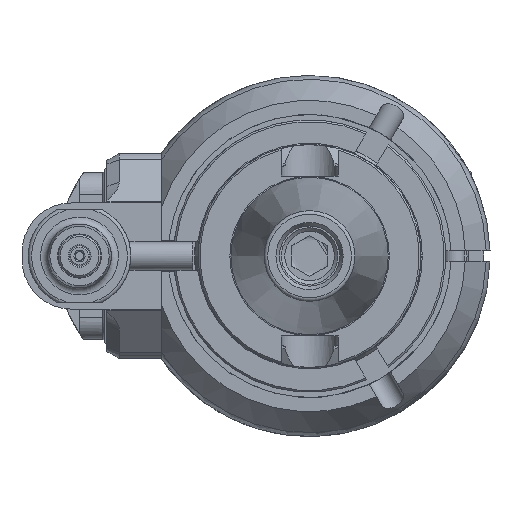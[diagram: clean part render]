
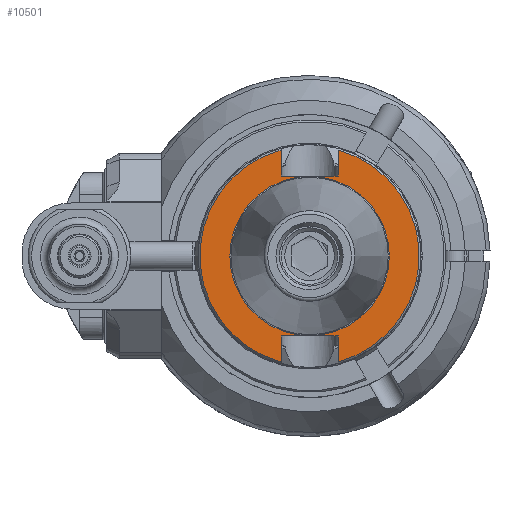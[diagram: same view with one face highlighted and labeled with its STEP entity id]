
A CAD part, left-side view. The second image highlights one B-rep face of the part: STEP entity #10501.
In plain terms, the highlighted planar face has unit normal (-1, 0, 0).
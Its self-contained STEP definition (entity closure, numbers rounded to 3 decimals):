
#304=FACE_BOUND('',#2561,.T.);
#924=CIRCLE('',#11627,22.525);
#926=CIRCLE('',#11630,31.);
#927=CIRCLE('',#11631,31.);
#1238=PLANE('',#11629);
#1819=FACE_OUTER_BOUND('',#2560,.T.);
#2560=EDGE_LOOP('',(#9276,#9277,#9278,#9279,#9280,#9281,#9282,#9283));
#2561=EDGE_LOOP('',(#9284));
#3439=LINE('',#48208,#4154);
#3440=LINE('',#48210,#4155);
#3441=LINE('',#48212,#4156);
#3442=LINE('',#48216,#4157);
#3443=LINE('',#48218,#4158);
#3444=LINE('',#48219,#4159);
#4154=VECTOR('',#14342,7.337);
#4155=VECTOR('',#14343,16.1);
#4156=VECTOR('',#14344,7.337);
#4157=VECTOR('',#14347,7.337);
#4158=VECTOR('',#14348,16.1);
#4159=VECTOR('',#14349,7.337);
#5092=VERTEX_POINT('',#48200);
#5093=VERTEX_POINT('',#48204);
#5094=VERTEX_POINT('',#48205);
#5095=VERTEX_POINT('',#48207);
#5096=VERTEX_POINT('',#48209);
#5097=VERTEX_POINT('',#48211);
#5098=VERTEX_POINT('',#48213);
#5099=VERTEX_POINT('',#48215);
#5100=VERTEX_POINT('',#48217);
#6517=EDGE_CURVE('',#5092,#5092,#924,.T.);
#6519=EDGE_CURVE('',#5093,#5094,#926,.T.);
#6520=EDGE_CURVE('',#5095,#5094,#3439,.T.);
#6521=EDGE_CURVE('',#5095,#5096,#3440,.T.);
#6522=EDGE_CURVE('',#5097,#5096,#3441,.T.);
#6523=EDGE_CURVE('',#5097,#5098,#927,.T.);
#6524=EDGE_CURVE('',#5099,#5098,#3442,.T.);
#6525=EDGE_CURVE('',#5100,#5099,#3443,.T.);
#6526=EDGE_CURVE('',#5093,#5100,#3444,.T.);
#9276=ORIENTED_EDGE('',*,*,#6519,.T.);
#9277=ORIENTED_EDGE('',*,*,#6520,.F.);
#9278=ORIENTED_EDGE('',*,*,#6521,.T.);
#9279=ORIENTED_EDGE('',*,*,#6522,.F.);
#9280=ORIENTED_EDGE('',*,*,#6523,.T.);
#9281=ORIENTED_EDGE('',*,*,#6524,.F.);
#9282=ORIENTED_EDGE('',*,*,#6525,.F.);
#9283=ORIENTED_EDGE('',*,*,#6526,.F.);
#9284=ORIENTED_EDGE('',*,*,#6517,.T.);
#10501=ADVANCED_FACE('',(#1819,#304),#1238,.F.);
#11627=AXIS2_PLACEMENT_3D('',#48201,#14334,#14335);
#11629=AXIS2_PLACEMENT_3D('',#48203,#14338,#14339);
#11630=AXIS2_PLACEMENT_3D('',#48206,#14340,#14341);
#11631=AXIS2_PLACEMENT_3D('',#48214,#14345,#14346);
#14334=DIRECTION('center_axis',(1.,0.,0.));
#14335=DIRECTION('ref_axis',(0.,1.,0.));
#14338=DIRECTION('center_axis',(1.,0.,0.));
#14339=DIRECTION('ref_axis',(0.,-1.,0.));
#14340=DIRECTION('center_axis',(-1.,0.,0.));
#14341=DIRECTION('ref_axis',(0.,-0.26,-0.966));
#14342=DIRECTION('',(0.,0.,1.));
#14343=DIRECTION('',(0.,1.,0.));
#14344=DIRECTION('',(0.,0.,-1.));
#14345=DIRECTION('center_axis',(-1.,0.,0.));
#14346=DIRECTION('ref_axis',(0.,0.26,0.966));
#14347=DIRECTION('',(0.,0.,-1.));
#14348=DIRECTION('',(0.,1.,0.));
#14349=DIRECTION('',(0.,0.,1.));
#48200=CARTESIAN_POINT('',(-84.,22.525,0.));
#48201=CARTESIAN_POINT('Origin',(-84.,0.,0.));
#48203=CARTESIAN_POINT('Origin',(-84.,-22.675,0.));
#48204=CARTESIAN_POINT('',(-84.,-8.05,-29.937));
#48205=CARTESIAN_POINT('',(-84.,-8.05,29.937));
#48206=CARTESIAN_POINT('Origin',(-84.,0.,0.));
#48207=CARTESIAN_POINT('',(-84.,-8.05,22.6));
#48208=CARTESIAN_POINT('',(-84.,-8.05,22.6));
#48209=CARTESIAN_POINT('',(-84.,8.05,22.6));
#48210=CARTESIAN_POINT('',(-84.,-8.05,22.6));
#48211=CARTESIAN_POINT('',(-84.,8.05,29.937));
#48212=CARTESIAN_POINT('',(-84.,8.05,29.937));
#48213=CARTESIAN_POINT('',(-84.,8.05,-29.937));
#48214=CARTESIAN_POINT('Origin',(-84.,0.,0.));
#48215=CARTESIAN_POINT('',(-84.,8.05,-22.6));
#48216=CARTESIAN_POINT('',(-84.,8.05,-22.6));
#48217=CARTESIAN_POINT('',(-84.,-8.05,-22.6));
#48218=CARTESIAN_POINT('',(-84.,-8.05,-22.6));
#48219=CARTESIAN_POINT('',(-84.,-8.05,-29.937));
